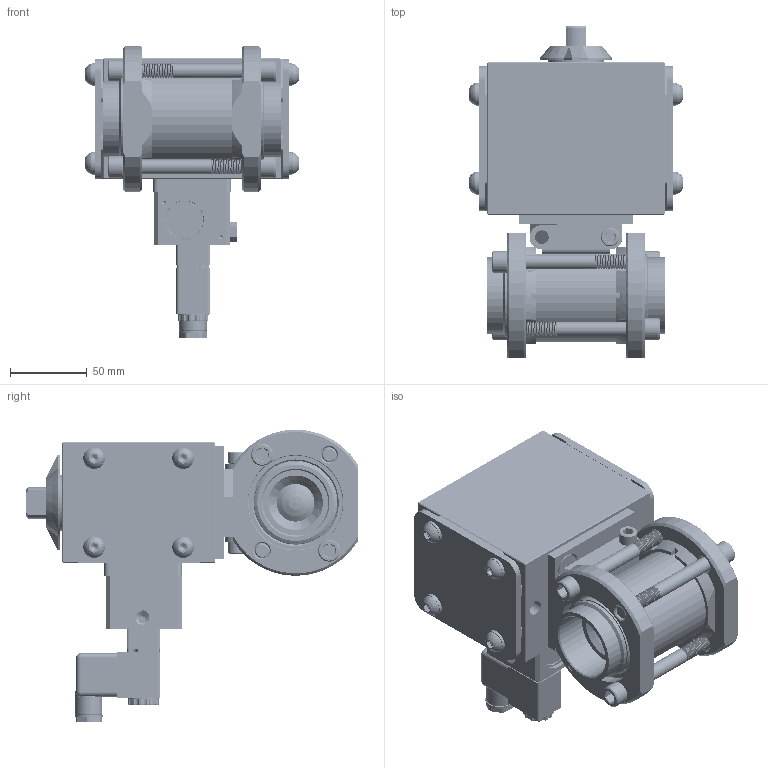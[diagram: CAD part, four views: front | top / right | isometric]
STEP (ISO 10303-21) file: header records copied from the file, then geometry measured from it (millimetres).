
FILE_DESCRIPTION (( 'STEP AP203' ), '1' );
FILE_NAME ('21XXSWSA522DGPDS.step', '2018-03-15T11:59:32', ( '' ), ( '' ), 'SwSTEP 2.0', 'SolidWorks 2017', '' );
FILE_SCHEMA (( 'CONFIG_CONTROL_DESIGN' ));
Products named in the file (1): 21XXSWSA522DGPDS
Bounding box: 139.51 x 216.09 x 190.65 mm (x, y, z)
Volume: 1018447.1 mm3; surface area: 341912.9 mm2
Topology: 58 solids, 58 shells, 3442 faces, 8848 edges, 5538 vertices
Faces by surface type: cylinder 1606, plane 828, cone 705, bspline 148, torus 133, sphere 22
Entity records: 172809 total; most frequent: CARTESIAN_POINT 92896, ORIENTED_EDGE 17468, DIRECTION 16292, EDGE_CURVE 8734, AXIS2_PLACEMENT_3D 6302, VERTEX_POINT 5534, EDGE_LOOP 3744, LINE 3688
